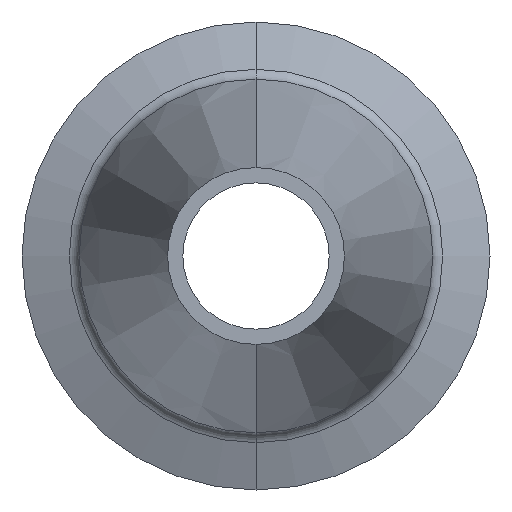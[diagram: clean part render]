
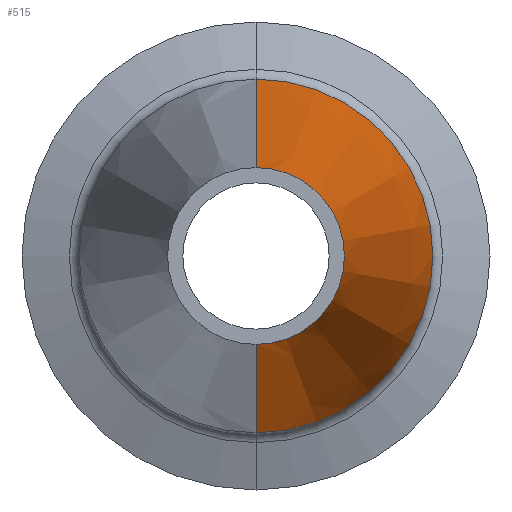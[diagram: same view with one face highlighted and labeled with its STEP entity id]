
A CAD part, front view. The second image highlights one B-rep face of the part: STEP entity #515.
In plain terms, the highlighted conical face has half-angle 10.62 degrees and reference radius 9.525 mm.
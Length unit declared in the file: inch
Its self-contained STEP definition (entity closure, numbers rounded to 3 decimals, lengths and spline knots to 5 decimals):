
#56 = CIRCLE ( 'NONE', #772, 0.375 ) ;
#119 = FACE_OUTER_BOUND ( 'NONE', #546, .T. ) ;
#123 = EDGE_CURVE ( 'NONE', #426, #1009, #1024, .T. ) ;
#142 = CARTESIAN_POINT ( 'NONE',  ( 0., 0., -0.375 ) ) ;
#148 = DIRECTION ( 'NONE',  ( 0., 0., 1. ) ) ;
#166 = DIRECTION ( 'NONE',  ( 0., 0., -1. ) ) ;
#172 = VECTOR ( 'NONE', #974, 39.37008 ) ;
#296 = CIRCLE ( 'NONE', #458, 0.75 ) ;
#317 = EDGE_CURVE ( 'NONE', #426, #350, #56, .T. ) ;
#331 = CARTESIAN_POINT ( 'NONE',  ( 0., 0., 0.375 ) ) ;
#350 = VERTEX_POINT ( 'NONE', #665 ) ;
#352 = CARTESIAN_POINT ( 'NONE',  ( 0., 2., -0.75 ) ) ;
#392 = ORIENTED_EDGE ( 'NONE', *, *, #317, .F. ) ;
#397 = DIRECTION ( 'NONE',  ( 0., 0., 1. ) ) ;
#421 = LINE ( 'NONE', #331, #462 ) ;
#426 = VERTEX_POINT ( 'NONE', #142 ) ;
#458 = AXIS2_PLACEMENT_3D ( 'NONE', #799, #1050, #397 ) ;
#462 = VECTOR ( 'NONE', #660, 39.37008 ) ;
#493 = EDGE_CURVE ( 'NONE', #350, #645, #421, .T. ) ;
#512 = CARTESIAN_POINT ( 'NONE',  ( 0., 0., 0. ) ) ;
#515 = ADVANCED_FACE ( 'NONE', ( #119 ), #555, .T. ) ;
#546 = EDGE_LOOP ( 'NONE', ( #392, #659, #961, #1076 ) ) ;
#555 = CONICAL_SURFACE ( 'NONE', #626, 0.375, 0.185 ) ;
#585 = DIRECTION ( 'NONE',  ( 0., 1., 0. ) ) ;
#626 = AXIS2_PLACEMENT_3D ( 'NONE', #744, #585, #148 ) ;
#643 = CARTESIAN_POINT ( 'NONE',  ( 0., 0., -0.375 ) ) ;
#645 = VERTEX_POINT ( 'NONE', #1047 ) ;
#659 = ORIENTED_EDGE ( 'NONE', *, *, #123, .T. ) ;
#660 = DIRECTION ( 'NONE',  ( 0., 0.983, 0.184 ) ) ;
#665 = CARTESIAN_POINT ( 'NONE',  ( 0., 0., 0.375 ) ) ;
#744 = CARTESIAN_POINT ( 'NONE',  ( 0., 0., 0. ) ) ;
#767 = EDGE_CURVE ( 'NONE', #645, #1009, #296, .T. ) ;
#772 = AXIS2_PLACEMENT_3D ( 'NONE', #512, #1075, #166 ) ;
#799 = CARTESIAN_POINT ( 'NONE',  ( 0., 2., 0. ) ) ;
#961 = ORIENTED_EDGE ( 'NONE', *, *, #767, .F. ) ;
#974 = DIRECTION ( 'NONE',  ( 0., 0.983, -0.184 ) ) ;
#1009 = VERTEX_POINT ( 'NONE', #352 ) ;
#1024 = LINE ( 'NONE', #643, #172 ) ;
#1047 = CARTESIAN_POINT ( 'NONE',  ( 0., 2., 0.75 ) ) ;
#1050 = DIRECTION ( 'NONE',  ( 0., 1., 0. ) ) ;
#1075 = DIRECTION ( 'NONE',  ( 0., -1., 0. ) ) ;
#1076 = ORIENTED_EDGE ( 'NONE', *, *, #493, .F. ) ;
